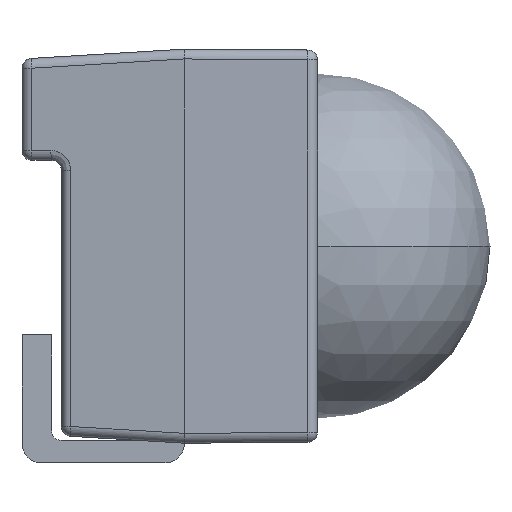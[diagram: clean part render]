
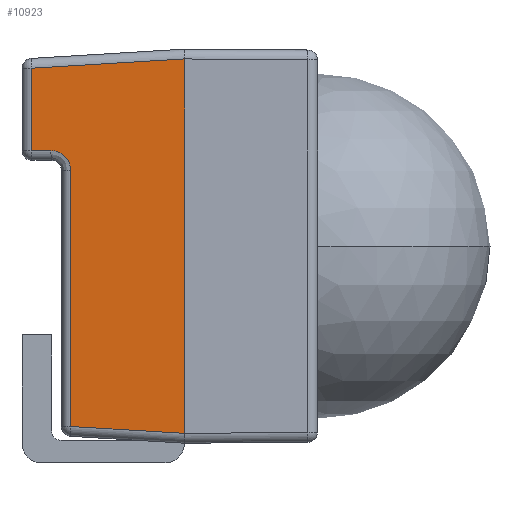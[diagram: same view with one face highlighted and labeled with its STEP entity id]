
A CAD part, left-side view. The second image highlights one B-rep face of the part: STEP entity #10923.
In plain terms, the highlighted planar face has unit normal (-0.998, 0.06, 0).
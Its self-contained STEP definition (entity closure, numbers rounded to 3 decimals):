
#197 = VERTEX_POINT ( 'NONE', #4878 ) ;
#1069 = CARTESIAN_POINT ( 'NONE',  ( -4.856, 1.556, 1.806 ) ) ;
#1271 = DIRECTION ( 'NONE',  ( 0.06, 0.996, -0.06 ) ) ;
#1308 = ORIENTED_EDGE ( 'NONE', *, *, #9590, .T. ) ;
#1378 = DIRECTION ( 'NONE',  ( 0., 0., -1. ) ) ;
#2252 = EDGE_CURVE ( 'NONE', #2826, #197, #3436, .T. ) ;
#2601 = VERTEX_POINT ( 'NONE', #16786 ) ;
#2826 = VERTEX_POINT ( 'NONE', #5253 ) ;
#2926 = EDGE_CURVE ( 'NONE', #2601, #17298, #17246, .T. ) ;
#3059 = ORIENTED_EDGE ( 'NONE', *, *, #3830, .T. ) ;
#3078 = VERTEX_POINT ( 'NONE', #13821 ) ;
#3149 = ORIENTED_EDGE ( 'NONE', *, *, #7844, .T. ) ;
#3415 = AXIS2_PLACEMENT_3D ( 'NONE', #16377, #6075, #4681 ) ;
#3436 = LINE ( 'NONE', #8806, #5540 ) ;
#3457 = DIRECTION ( 'NONE',  ( -0.06, -0.996, -0.06 ) ) ;
#3743 = CARTESIAN_POINT ( 'NONE',  ( -4.95, 0., -1.9 ) ) ;
#3830 = EDGE_CURVE ( 'NONE', #3078, #4992, #12413, .T. ) ;
#4681 = DIRECTION ( 'NONE',  ( -0.06, -0.998, 0. ) ) ;
#4878 = CARTESIAN_POINT ( 'NONE',  ( -4.868, 1.356, 0.97 ) ) ;
#4899 = EDGE_CURVE ( 'NONE', #9545, #2601, #7488, .T. ) ;
#4992 = VERTEX_POINT ( 'NONE', #9361 ) ;
#5156 = CARTESIAN_POINT ( 'NONE',  ( -4.925, 0.412, -1.875 ) ) ;
#5253 = CARTESIAN_POINT ( 'NONE',  ( -4.856, 1.556, 0.97 ) ) ;
#5298 = CARTESIAN_POINT ( 'NONE',  ( -4.95, 0., 1.9 ) ) ;
#5360 = CARTESIAN_POINT ( 'NONE',  ( -4.95, 0., -1.9 ) ) ;
#5363 = ORIENTED_EDGE ( 'NONE', *, *, #6524, .T. ) ;
#5540 = VECTOR ( 'NONE', #9182, 1000. ) ;
#5740 = ORIENTED_EDGE ( 'NONE', *, *, #16331, .T. ) ;
#6075 = DIRECTION ( 'NONE',  ( -0.998, 0.06, 0. ) ) ;
#6218 = CARTESIAN_POINT ( 'NONE',  ( -4.875, 1.239, 0.97 ) ) ;
#6263 = PLANE ( 'NONE',  #3415 ) ;
#6501 = CARTESIAN_POINT ( 'NONE',  ( -4.88, 1.156, 0.77 ) ) ;
#6524 = EDGE_CURVE ( 'NONE', #12720, #3078, #8357, .T. ) ;
#6541 = ORIENTED_EDGE ( 'NONE', *, *, #2252, .T. ) ;
#6835 = ORIENTED_EDGE ( 'NONE', *, *, #15879, .F. ) ;
#7284 = DIRECTION ( 'NONE',  ( 0., 0., 1. ) ) ;
#7488 = LINE ( 'NONE', #11283, #10753 ) ;
#7785 = VECTOR ( 'NONE', #1378, 1000. ) ;
#7844 = EDGE_CURVE ( 'NONE', #4992, #12836, #13009, .T. ) ;
#8357 = LINE ( 'NONE', #11463, #7785 ) ;
#8806 = CARTESIAN_POINT ( 'NONE',  ( -4.874, 1.25, 0.97 ) ) ;
#8839 = CARTESIAN_POINT ( 'NONE',  ( -4.88, 1.156, 0.77 ) ) ;
#9182 = DIRECTION ( 'NONE',  ( -0.06, -0.998, 0. ) ) ;
#9361 = CARTESIAN_POINT ( 'NONE',  ( -4.95, 0., -1.9 ) ) ;
#9412 =( BOUNDED_CURVE ( )  B_SPLINE_CURVE ( 3, ( #6501, #12175, #6218, #13776 ),
 .UNSPECIFIED., .F., .F. ) 
 B_SPLINE_CURVE_WITH_KNOTS ( ( 4, 4 ),
 ( 0., 1.571 ),
 .UNSPECIFIED. ) 
 CURVE ( )  GEOMETRIC_REPRESENTATION_ITEM ( )  RATIONAL_B_SPLINE_CURVE ( ( 1., 0.805, 0.805, 1. ) ) 
 REPRESENTATION_ITEM ( '' )  );
#9424 = CARTESIAN_POINT ( 'NONE',  ( -4.856, 1.556, 0. ) ) ;
#9545 = VERTEX_POINT ( 'NONE', #5298 ) ;
#9590 = EDGE_CURVE ( 'NONE', #12836, #9545, #10757, .T. ) ;
#10034 = EDGE_LOOP ( 'NONE', ( #3059, #3149, #1308, #15260, #13165, #5740, #6541, #6835, #5363 ) ) ;
#10753 = VECTOR ( 'NONE', #7284, 1000. ) ;
#10757 = LINE ( 'NONE', #13792, #13860 ) ;
#10923 = ADVANCED_FACE ( 'NONE', ( #13259 ), #6263, .T. ) ;
#11108 = CARTESIAN_POINT ( 'NONE',  ( -4.95, 0., -1.9 ) ) ;
#11283 = CARTESIAN_POINT ( 'NONE',  ( -4.95, 0., -2. ) ) ;
#11463 = CARTESIAN_POINT ( 'NONE',  ( -4.88, 1.156, -1.924 ) ) ;
#12175 = CARTESIAN_POINT ( 'NONE',  ( -4.88, 1.156, 0.887 ) ) ;
#12413 = LINE ( 'NONE', #5156, #15120 ) ;
#12720 = VERTEX_POINT ( 'NONE', #8839 ) ;
#12836 = VERTEX_POINT ( 'NONE', #3743 ) ;
#13009 =( BOUNDED_CURVE ( )  B_SPLINE_CURVE ( 3, ( #14022, #5360, #11108, #18192 ),
 .UNSPECIFIED., .F., .T. ) 
 B_SPLINE_CURVE_WITH_KNOTS ( ( 4, 4 ),
 ( 3.139, 3.141 ),
 .UNSPECIFIED. ) 
 CURVE ( )  GEOMETRIC_REPRESENTATION_ITEM ( )  RATIONAL_B_SPLINE_CURVE ( ( 1., 1., 1., 1. ) ) 
 REPRESENTATION_ITEM ( '' )  );
#13165 = ORIENTED_EDGE ( 'NONE', *, *, #2926, .T. ) ;
#13259 = FACE_OUTER_BOUND ( 'NONE', #10034, .T. ) ;
#13776 = CARTESIAN_POINT ( 'NONE',  ( -4.868, 1.356, 0.97 ) ) ;
#13792 = CARTESIAN_POINT ( 'NONE',  ( -4.95, 0., -2. ) ) ;
#13821 = CARTESIAN_POINT ( 'NONE',  ( -4.88, 1.156, -1.83 ) ) ;
#13860 = VECTOR ( 'NONE', #16538, 1000. ) ;
#13971 = DIRECTION ( 'NONE',  ( 0., 0., -1. ) ) ;
#14022 = CARTESIAN_POINT ( 'NONE',  ( -4.95, 0., -1.9 ) ) ;
#14189 = CARTESIAN_POINT ( 'NONE',  ( -4.925, 0.412, 1.875 ) ) ;
#15120 = VECTOR ( 'NONE', #3457, 1000. ) ;
#15260 = ORIENTED_EDGE ( 'NONE', *, *, #4899, .T. ) ;
#15407 = VECTOR ( 'NONE', #1271, 1000. ) ;
#15879 = EDGE_CURVE ( 'NONE', #12720, #197, #9412, .T. ) ;
#16331 = EDGE_CURVE ( 'NONE', #17298, #2826, #18144, .T. ) ;
#16377 = CARTESIAN_POINT ( 'NONE',  ( -4.932, 0.299, 0. ) ) ;
#16538 = DIRECTION ( 'NONE',  ( 0., 0., 1. ) ) ;
#16786 = CARTESIAN_POINT ( 'NONE',  ( -4.95, 0., 1.9 ) ) ;
#17246 = LINE ( 'NONE', #14189, #15407 ) ;
#17298 = VERTEX_POINT ( 'NONE', #1069 ) ;
#17687 = VECTOR ( 'NONE', #13971, 1000. ) ;
#18144 = LINE ( 'NONE', #9424, #17687 ) ;
#18192 = CARTESIAN_POINT ( 'NONE',  ( -4.95, 0., -1.9 ) ) ;
